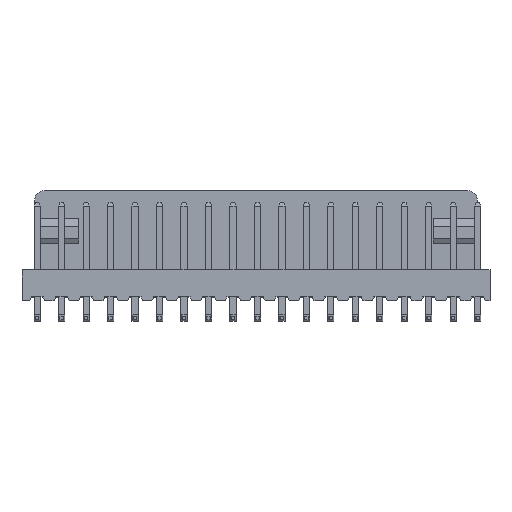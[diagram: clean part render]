
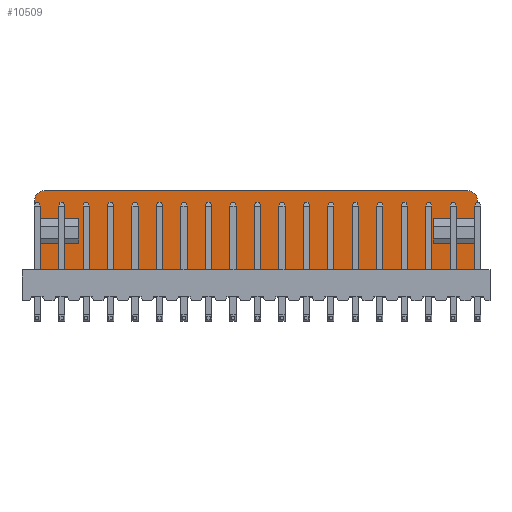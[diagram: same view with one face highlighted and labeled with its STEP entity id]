
A CAD part, top view. The second image highlights one B-rep face of the part: STEP entity #10509.
In plain terms, the highlighted planar face has unit normal (0, 0, 1).
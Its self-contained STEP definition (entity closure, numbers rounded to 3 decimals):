
#697 = EDGE_LOOP ( 'NONE', ( #10549, #10550, #10551, #10552, #10553, #10554, #10555, #10556, #10557, #10558, #10559, #10560, #10561, #10562 ) ) ;
#3587 = FACE_OUTER_BOUND ( 'NONE', #697, .T. ) ;
#4679 = AXIS2_PLACEMENT_3D ( 'NONE', #4997, #5002, #5003 ) ;
#4726 = AXIS2_PLACEMENT_3D ( 'NONE', #6646, #6647, #6648 ) ;
#4727 = AXIS2_PLACEMENT_3D ( 'NONE', #6662, #6663, #6664 ) ;
#4996 = PLANE ( 'NONE',  #4679 ) ;
#4997 = CARTESIAN_POINT ( 'NONE',  ( -11.917, 53.751, -4.64 ) ) ;
#5002 = DIRECTION ( 'NONE',  ( 0., 0., 1. ) ) ;
#5003 = DIRECTION ( 'NONE',  ( 1., 0., 0. ) ) ;
#6589 = CARTESIAN_POINT ( 'NONE',  ( -11.917, 48.254, -4.64 ) ) ;
#6595 = DIRECTION ( 'NONE',  ( 1., 0., 0. ) ) ;
#6604 = CARTESIAN_POINT ( 'NONE',  ( -11.917, 50.926, -4.64 ) ) ;
#6606 = DIRECTION ( 'NONE',  ( 1., 0., 0. ) ) ;
#6617 = CARTESIAN_POINT ( 'NONE',  ( -11.917, 48.254, -4.64 ) ) ;
#6625 = DIRECTION ( 'NONE',  ( 1., 0., 0. ) ) ;
#6634 = DIRECTION ( 'NONE',  ( 0., 1., 0. ) ) ;
#6639 = CARTESIAN_POINT ( 'NONE',  ( -11.917, 50.926, -4.64 ) ) ;
#6640 = DIRECTION ( 'NONE',  ( 1., 0., 0. ) ) ;
#6641 = CARTESIAN_POINT ( 'NONE',  ( -11.917, 53.751, -4.64 ) ) ;
#6642 = CARTESIAN_POINT ( 'NONE',  ( -10.617, 53.751, -4.64 ) ) ;
#6643 = DIRECTION ( 'NONE',  ( 1., 0., 0. ) ) ;
#6646 = CARTESIAN_POINT ( 'NONE',  ( -9.617, 52.751, -4.64 ) ) ;
#6647 = DIRECTION ( 'NONE',  ( 0., 0., 1. ) ) ;
#6648 = DIRECTION ( 'NONE',  ( 1., 0., 0. ) ) ;
#6649 = CARTESIAN_POINT ( 'NONE',  ( -6.017, 8.782, -4.64 ) ) ;
#6650 = DIRECTION ( 'NONE',  ( 0., 1., 0. ) ) ;
#6651 = CARTESIAN_POINT ( 'NONE',  ( -10.617, 48.254, -4.64 ) ) ;
#6652 = DIRECTION ( 'NONE',  ( 0., 1., 0. ) ) ;
#6653 = CARTESIAN_POINT ( 'NONE',  ( -11.917, 45.547, -4.64 ) ) ;
#6654 = DIRECTION ( 'NONE',  ( 1., 0., 0. ) ) ;
#6655 = CARTESIAN_POINT ( 'NONE',  ( 35.343, 48.254, -4.64 ) ) ;
#6656 = DIRECTION ( 'NONE',  ( 0., -1., 0. ) ) ;
#6657 = CARTESIAN_POINT ( 'NONE',  ( 30.743, 8.782, -4.64 ) ) ;
#6658 = DIRECTION ( 'NONE',  ( 0., 1., 0. ) ) ;
#6659 = CARTESIAN_POINT ( 'NONE',  ( 35.343, 53.751, -4.64 ) ) ;
#6660 = DIRECTION ( 'NONE',  ( 0., -1., 0. ) ) ;
#6662 = CARTESIAN_POINT ( 'NONE',  ( 34.343, 52.751, -4.64 ) ) ;
#6663 = DIRECTION ( 'NONE',  ( 0., 0., 1. ) ) ;
#6664 = DIRECTION ( 'NONE',  ( 1., 0., 0. ) ) ;
#7176 = LINE ( 'NONE', #6589, #7181 ) ;
#7181 = VECTOR ( 'NONE', #6595, 1000. ) ;
#7188 = LINE ( 'NONE', #6604, #7191 ) ;
#7191 = VECTOR ( 'NONE', #6606, 1000. ) ;
#7204 = LINE ( 'NONE', #6617, #7211 ) ;
#7211 = VECTOR ( 'NONE', #6625, 1000. ) ;
#7220 = CIRCLE ( 'NONE', #4726, 1. ) ;
#7224 = LINE ( 'NONE', #6639, #7227 ) ;
#7226 = LINE ( 'NONE', #6641, #7229 ) ;
#7227 = VECTOR ( 'NONE', #6640, 1000. ) ;
#7229 = VECTOR ( 'NONE', #6643, 1000. ) ;
#7230 = LINE ( 'NONE', #6642, #7232 ) ;
#7231 = LINE ( 'NONE', #6649, #7234 ) ;
#7232 = VECTOR ( 'NONE', #6634, 1000. ) ;
#7233 = LINE ( 'NONE', #6651, #7236 ) ;
#7234 = VECTOR ( 'NONE', #6650, 1000. ) ;
#7235 = LINE ( 'NONE', #6653, #7238 ) ;
#7236 = VECTOR ( 'NONE', #6652, 1000. ) ;
#7237 = LINE ( 'NONE', #6655, #7240 ) ;
#7238 = VECTOR ( 'NONE', #6654, 1000. ) ;
#7239 = LINE ( 'NONE', #6657, #7242 ) ;
#7240 = VECTOR ( 'NONE', #6656, 1000. ) ;
#7241 = LINE ( 'NONE', #6659, #7244 ) ;
#7242 = VECTOR ( 'NONE', #6658, 1000. ) ;
#7243 = CIRCLE ( 'NONE', #4727, 1. ) ;
#7244 = VECTOR ( 'NONE', #6660, 1000. ) ;
#9732 = CARTESIAN_POINT ( 'NONE',  ( -6.017, 48.254, -4.64 ) ) ;
#9756 = CARTESIAN_POINT ( 'NONE',  ( 35.343, 52.751, -4.64 ) ) ;
#9757 = CARTESIAN_POINT ( 'NONE',  ( 35.343, 48.254, -4.64 ) ) ;
#9761 = CARTESIAN_POINT ( 'NONE',  ( -10.617, 50.926, -4.64 ) ) ;
#9766 = CARTESIAN_POINT ( 'NONE',  ( -6.017, 50.926, -4.64 ) ) ;
#9769 = CARTESIAN_POINT ( 'NONE',  ( 30.743, 50.926, -4.64 ) ) ;
#9773 = CARTESIAN_POINT ( 'NONE',  ( -9.617, 53.751, -4.64 ) ) ;
#9775 = CARTESIAN_POINT ( 'NONE',  ( 34.343, 53.751, -4.64 ) ) ;
#9776 = CARTESIAN_POINT ( 'NONE',  ( -10.617, 45.547, -4.64 ) ) ;
#9778 = CARTESIAN_POINT ( 'NONE',  ( 30.743, 48.254, -4.64 ) ) ;
#9784 = CARTESIAN_POINT ( 'NONE',  ( 35.343, 50.926, -4.64 ) ) ;
#9788 = CARTESIAN_POINT ( 'NONE',  ( -10.617, 52.751, -4.64 ) ) ;
#9798 = CARTESIAN_POINT ( 'NONE',  ( 35.343, 45.547, -4.64 ) ) ;
#9877 = CARTESIAN_POINT ( 'NONE',  ( -10.617, 48.254, -4.64 ) ) ;
#10509 = ADVANCED_FACE ( 'NONE', ( #3587 ), #4996, .T. ) ;
#10549 = ORIENTED_EDGE ( 'NONE', *, *, #12048, .F. ) ;
#10550 = ORIENTED_EDGE ( 'NONE', *, *, #12049, .T. ) ;
#10551 = ORIENTED_EDGE ( 'NONE', *, *, #12050, .F. ) ;
#10552 = ORIENTED_EDGE ( 'NONE', *, *, #12029, .T. ) ;
#10553 = ORIENTED_EDGE ( 'NONE', *, *, #12051, .F. ) ;
#10554 = ORIENTED_EDGE ( 'NONE', *, *, #12024, .F. ) ;
#10555 = ORIENTED_EDGE ( 'NONE', *, *, #12052, .F. ) ;
#10556 = ORIENTED_EDGE ( 'NONE', *, *, #12053, .T. ) ;
#10557 = ORIENTED_EDGE ( 'NONE', *, *, #12054, .F. ) ;
#10558 = ORIENTED_EDGE ( 'NONE', *, *, #12039, .F. ) ;
#10559 = ORIENTED_EDGE ( 'NONE', *, *, #12055, .T. ) ;
#10560 = ORIENTED_EDGE ( 'NONE', *, *, #12047, .T. ) ;
#10561 = ORIENTED_EDGE ( 'NONE', *, *, #12056, .F. ) ;
#10562 = ORIENTED_EDGE ( 'NONE', *, *, #12057, .T. ) ;
#12024 = EDGE_CURVE ( 'NONE', #13998, #13853, #7176, .T. ) ;
#12029 = EDGE_CURVE ( 'NONE', #13882, #13887, #7188, .T. ) ;
#12039 = EDGE_CURVE ( 'NONE', #13899, #13878, #7204, .T. ) ;
#12047 = EDGE_CURVE ( 'NONE', #13890, #13905, #7224, .T. ) ;
#12048 = EDGE_CURVE ( 'NONE', #13894, #13896, #7226, .T. ) ;
#12049 = EDGE_CURVE ( 'NONE', #13894, #13909, #7220, .T. ) ;
#12050 = EDGE_CURVE ( 'NONE', #13882, #13909, #7230, .T. ) ;
#12051 = EDGE_CURVE ( 'NONE', #13853, #13887, #7231, .T. ) ;
#12052 = EDGE_CURVE ( 'NONE', #13897, #13998, #7233, .T. ) ;
#12053 = EDGE_CURVE ( 'NONE', #13897, #13919, #7235, .T. ) ;
#12054 = EDGE_CURVE ( 'NONE', #13878, #13919, #7237, .T. ) ;
#12055 = EDGE_CURVE ( 'NONE', #13899, #13890, #7239, .T. ) ;
#12056 = EDGE_CURVE ( 'NONE', #13877, #13905, #7241, .T. ) ;
#12057 = EDGE_CURVE ( 'NONE', #13877, #13896, #7243, .T. ) ;
#13853 = VERTEX_POINT ( 'NONE', #9732 ) ;
#13877 = VERTEX_POINT ( 'NONE', #9756 ) ;
#13878 = VERTEX_POINT ( 'NONE', #9757 ) ;
#13882 = VERTEX_POINT ( 'NONE', #9761 ) ;
#13887 = VERTEX_POINT ( 'NONE', #9766 ) ;
#13890 = VERTEX_POINT ( 'NONE', #9769 ) ;
#13894 = VERTEX_POINT ( 'NONE', #9773 ) ;
#13896 = VERTEX_POINT ( 'NONE', #9775 ) ;
#13897 = VERTEX_POINT ( 'NONE', #9776 ) ;
#13899 = VERTEX_POINT ( 'NONE', #9778 ) ;
#13905 = VERTEX_POINT ( 'NONE', #9784 ) ;
#13909 = VERTEX_POINT ( 'NONE', #9788 ) ;
#13919 = VERTEX_POINT ( 'NONE', #9798 ) ;
#13998 = VERTEX_POINT ( 'NONE', #9877 ) ;
